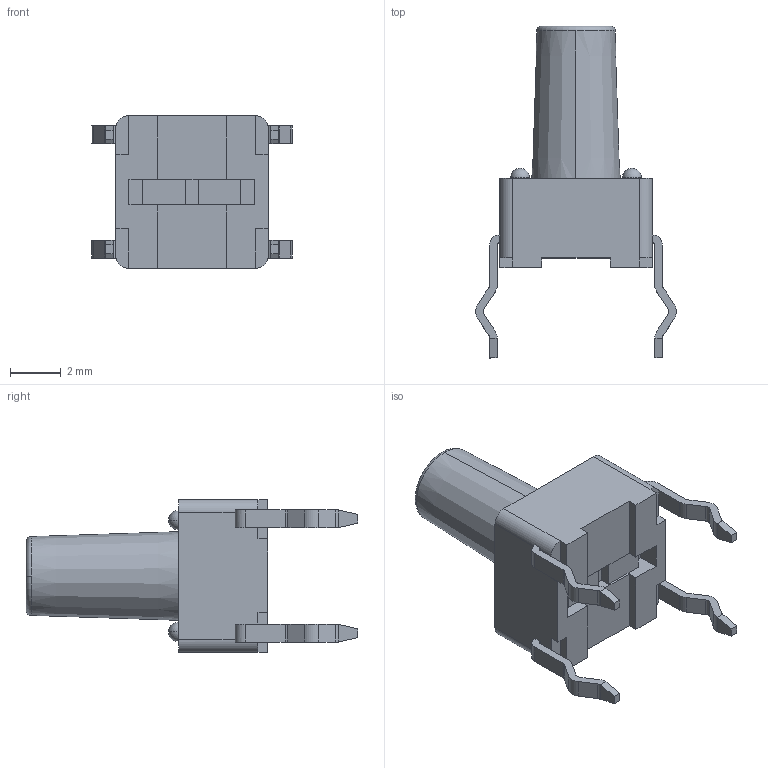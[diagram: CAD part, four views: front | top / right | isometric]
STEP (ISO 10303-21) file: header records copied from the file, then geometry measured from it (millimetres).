
FILE_DESCRIPTION (( 'STEP AP214' ), '1' );
FILE_NAME ('TL1105BF160Q.STEP', '2023-03-06T10:59:57', ( '' ), ( '' ), 'SwSTEP 2.0', 'SolidWorks 2021', '' );
FILE_SCHEMA (( 'AUTOMOTIVE_DESIGN' ));
Length unit declared in the file: millimetre
Products named in the file (4): TL1105BF160Q; Body1.STEP; Body2.STEP; TL1105BF160Q--3DModel-STEP-520916.STEP
Assembly tree (3 placements, depth 3):
  TL1105BF160Q
    TL1105BF160Q--3DModel-STEP-520916.STEP
      Body1.STEP
      Body2.STEP
Bounding box: 7.89 x 13.05 x 6 mm (x, y, z)
Volume: 145.2 mm3; surface area: 397.8 mm2
Topology: 2 solids, 3 shells, 238 faces, 634 edges, 407 vertices
Faces by surface type: plane 144, cylinder 74, sphere 12, cone 4, torus 2, bspline 2
Entity records: 7420 total; most frequent: CARTESIAN_POINT 1376, DIRECTION 1246, ORIENTED_EDGE 1232, EDGE_CURVE 616, LINE 436, VECTOR 436, AXIS2_PLACEMENT_3D 405, VERTEX_POINT 399
